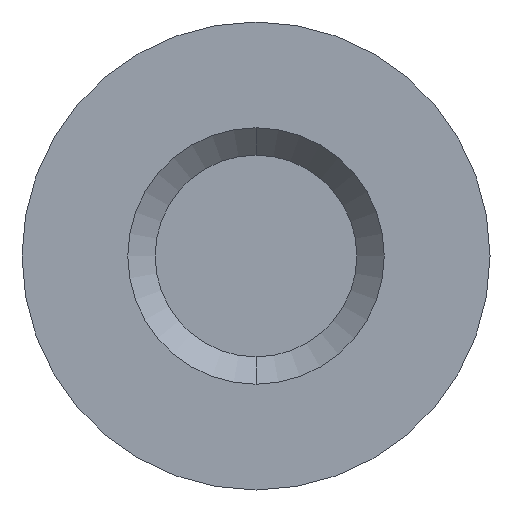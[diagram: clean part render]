
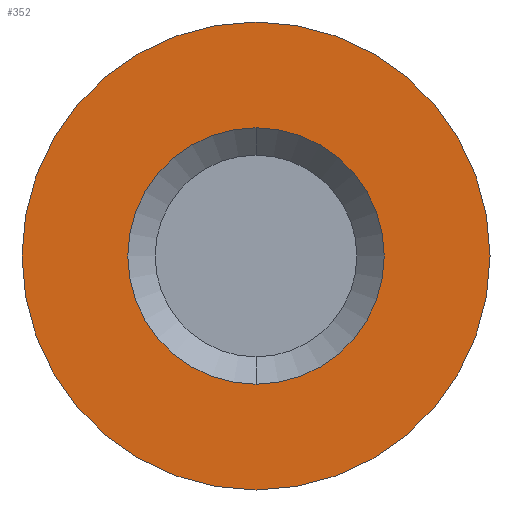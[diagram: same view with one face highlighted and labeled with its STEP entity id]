
A CAD part, front view. The second image highlights one B-rep face of the part: STEP entity #352.
In plain terms, the highlighted planar face has unit normal (0, -1, 0).
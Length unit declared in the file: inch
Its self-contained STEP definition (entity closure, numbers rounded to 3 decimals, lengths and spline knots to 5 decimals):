
#4 = PLANE ( 'NONE',  #259 ) ;
#5 = DIRECTION ( 'NONE',  ( 0., 1., 0. ) ) ;
#15 = VERTEX_POINT ( 'NONE', #609 ) ;
#42 = EDGE_CURVE ( 'NONE', #255, #15, #602, .T. ) ;
#44 = ORIENTED_EDGE ( 'NONE', *, *, #42, .F. ) ;
#52 = CARTESIAN_POINT ( 'NONE',  ( 0., 0., 0.27375 ) ) ;
#62 = VERTEX_POINT ( 'NONE', #606 ) ;
#107 = CIRCLE ( 'NONE', #774, 0.15 ) ;
#117 = DIRECTION ( 'NONE',  ( 0., 1., 0. ) ) ;
#125 = DIRECTION ( 'NONE',  ( 0., 0., 1. ) ) ;
#159 = CARTESIAN_POINT ( 'NONE',  ( 0., 0., 0. ) ) ;
#168 = EDGE_CURVE ( 'NONE', #62, #325, #107, .T. ) ;
#255 = VERTEX_POINT ( 'NONE', #52 ) ;
#259 = AXIS2_PLACEMENT_3D ( 'NONE', #605, #117, #125 ) ;
#260 = ORIENTED_EDGE ( 'NONE', *, *, #318, .T. ) ;
#291 = FACE_OUTER_BOUND ( 'NONE', #728, .T. ) ;
#318 = EDGE_CURVE ( 'NONE', #325, #62, #389, .T. ) ;
#324 = CARTESIAN_POINT ( 'NONE',  ( 0., 0., 0. ) ) ;
#325 = VERTEX_POINT ( 'NONE', #588 ) ;
#352 = ADVANCED_FACE ( 'NONE', ( #291, #480 ), #4, .F. ) ;
#389 = CIRCLE ( 'NONE', #426, 0.15 ) ;
#401 = ORIENTED_EDGE ( 'NONE', *, *, #168, .T. ) ;
#410 = ORIENTED_EDGE ( 'NONE', *, *, #636, .F. ) ;
#425 = AXIS2_PLACEMENT_3D ( 'NONE', #535, #5, #720 ) ;
#426 = AXIS2_PLACEMENT_3D ( 'NONE', #702, #584, #644 ) ;
#433 = DIRECTION ( 'NONE',  ( 0., 0., 1. ) ) ;
#460 = DIRECTION ( 'NONE',  ( 0., 1., 0. ) ) ;
#480 = FACE_BOUND ( 'NONE', #731, .T. ) ;
#535 = CARTESIAN_POINT ( 'NONE',  ( 0., 0., 0. ) ) ;
#547 = AXIS2_PLACEMENT_3D ( 'NONE', #159, #460, #752 ) ;
#584 = DIRECTION ( 'NONE',  ( 0., 1., 0. ) ) ;
#588 = CARTESIAN_POINT ( 'NONE',  ( 0., 0., 0.15 ) ) ;
#602 = CIRCLE ( 'NONE', #425, 0.27375 ) ;
#605 = CARTESIAN_POINT ( 'NONE',  ( 0., 0., -0.27375 ) ) ;
#606 = CARTESIAN_POINT ( 'NONE',  ( 0., 0., -0.15 ) ) ;
#609 = CARTESIAN_POINT ( 'NONE',  ( 0., 0., -0.27375 ) ) ;
#614 = CIRCLE ( 'NONE', #547, 0.27375 ) ;
#636 = EDGE_CURVE ( 'NONE', #15, #255, #614, .T. ) ;
#644 = DIRECTION ( 'NONE',  ( 0., 0., 1. ) ) ;
#680 = DIRECTION ( 'NONE',  ( 0., 1., 0. ) ) ;
#702 = CARTESIAN_POINT ( 'NONE',  ( 0., 0., 0. ) ) ;
#720 = DIRECTION ( 'NONE',  ( 0., 0., 1. ) ) ;
#728 = EDGE_LOOP ( 'NONE', ( #44, #410 ) ) ;
#731 = EDGE_LOOP ( 'NONE', ( #260, #401 ) ) ;
#752 = DIRECTION ( 'NONE',  ( 0., 0., 1. ) ) ;
#774 = AXIS2_PLACEMENT_3D ( 'NONE', #324, #680, #433 ) ;
